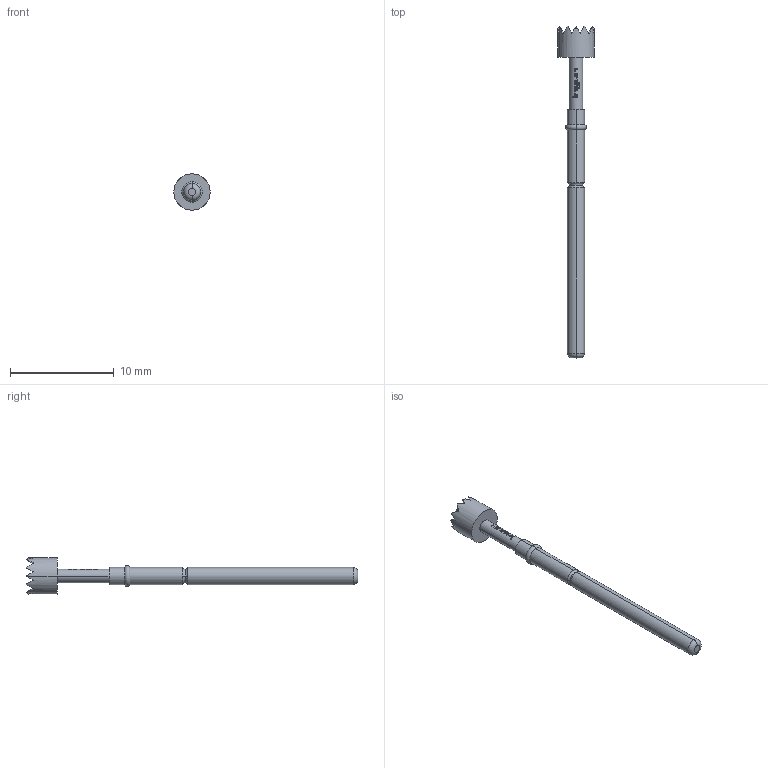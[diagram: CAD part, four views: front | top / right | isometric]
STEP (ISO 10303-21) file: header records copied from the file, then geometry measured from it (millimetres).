
FILE_DESCRIPTION (( 'STEP AP203' ), '1' );
FILE_NAME ('INGUN_GKS-912_306_350_R_xx02.STEP', '2021-10-20T13:38:16', ( 'ochi' ), ( '' ), 'SwSTEP 2.0', 'SolidWorks 2018', '' );
FILE_SCHEMA (( 'CONFIG_CONTROL_DESIGN' ));
Length unit declared in the file: millimetre
Products named in the file (1): INGUN_GKS-912_306_350_R_xx02
Bounding box: 3.5 x 32 x 3.5 mm (x, y, z)
Volume: 82.1 mm3; surface area: 204.5 mm2
Topology: 1 solids, 1 shells, 173 faces, 388 edges, 225 vertices
Faces by surface type: plane 117, bspline 32, cylinder 16, torus 8
Entity records: 5677 total; most frequent: CARTESIAN_POINT 2385, ORIENTED_EDGE 776, DIRECTION 474, EDGE_CURVE 388, VERTEX_POINT 225, B_SPLINE_CURVE_WITH_KNOTS 186, EDGE_LOOP 181, AXIS2_PLACEMENT_3D 176
